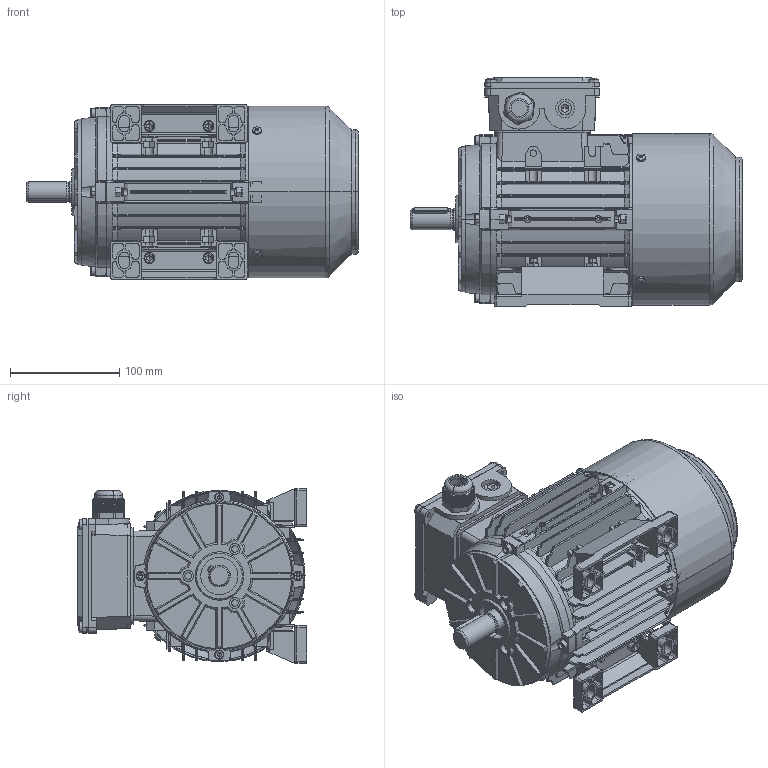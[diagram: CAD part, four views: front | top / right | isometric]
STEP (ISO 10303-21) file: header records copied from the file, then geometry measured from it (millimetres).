
FILE_DESCRIPTION (( 'STEP AP203' ), '1' );
FILE_NAME ('T80 B3蚾饜芞.STEP', '2018-12-04T03:15:57', ( '' ), ( '' ), 'SwSTEP 2.0', 'SolidWorks 2008', '' );
FILE_SCHEMA (( 'CONFIG_CONTROL_DESIGN' ));
Products named in the file (18): T80底脚_默认; 风叶_默认; Cross recessed thread forming screws GB_GB_CROSS_SCREWS_TYPE138 M4X12-N; Hexagon socket head cap screws GB_GB_FASTENER_SCREWS_HSHCS M5X25-N; 新接线盒座80-100_默认; 新接线盒盖80-100_默认; Cross recessed thread forming screws GB_GB_CROSS_SCREWS_TYPE138 M5X12-N; T80 B3蚾饜芞; T80机壳_默认; TA80风罩（加长）_默认; TA80转轴（加长）_默认; TA80加深后盖1_默认; 80-100出线螺套_默认; Hexagon nuts grade C GB_GB_FASTENER_NUT_SNC1 M5-N; Plain parallel keys_GB_CONNECTING_PIECE_KEYS_CSK 6X32; Hexagon socket head cap screws GB_GB_FASTENER_SCREWS_HSHCS M6X20-N; Hexagon nuts grade C GB_GB_FASTENER_NUT_SNC1 M6-N; TA80前端盖1_默认
Assembly tree (44 placements, depth 2):
  T80 B3蚾饜芞
    风叶_默认
    Cross recessed thread forming screws GB_GB_CROSS_SCREWS_TYPE138 M4X12-N  x4
    Hexagon nuts grade C GB_GB_FASTENER_NUT_SNC1 M5-N  x8
    Hexagon socket head cap screws GB_GB_FASTENER_SCREWS_HSHCS M6X20-N  x4
    新接线盒座80-100_默认
    T80底脚_默认  x2
    TA80风罩（加长）_默认
    Hexagon socket head cap screws GB_GB_FASTENER_SCREWS_HSHCS M5X25-N  x8
    Cross recessed thread forming screws GB_GB_CROSS_SCREWS_TYPE138 M5X12-N  x4
    新接线盒盖80-100_默认
    TA80加深后盖1_默认
    Hexagon nuts grade C GB_GB_FASTENER_NUT_SNC1 M6-N  x4
    TA80前端盖1_默认
    Plain parallel keys_GB_CONNECTING_PIECE_KEYS_CSK 6X32
    TA80转轴（加长）_默认
    80-100出线螺套_默认
    T80机壳_默认
Bounding box: 304 x 210 x 160 mm (x, y, z)
Volume: 933352.5 mm3; surface area: 670165.7 mm2
Topology: 44 solids, 44 shells, 4098 faces, 10647 edges, 6696 vertices
Faces by surface type: plane 2192, cylinder 1035, cone 343, bspline 250, torus 162, sphere 116
Entity records: 116974 total; most frequent: CARTESIAN_POINT 33042, ORIENTED_EDGE 17816, DIRECTION 15830, EDGE_CURVE 8908, VERTEX_POINT 5648, AXIS2_PLACEMENT_3D 5419, VECTOR 4992, LINE 4992
